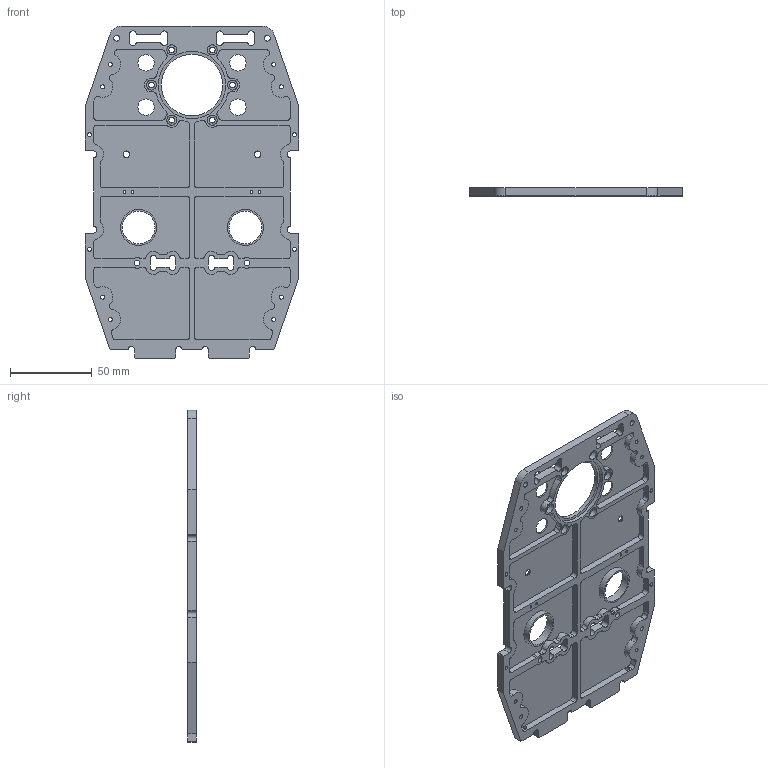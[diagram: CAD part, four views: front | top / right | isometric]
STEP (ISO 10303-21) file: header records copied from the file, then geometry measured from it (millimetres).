
FILE_DESCRIPTION(/* description */ (''),/* implementation_level */ '2;1');
FILE_NAME(/* name */ 'TorsoSideFrame.stp',/* time_stamp */ '2024-04-25T16:12:19+09:00',/* author */ ('masato'),/* organization */ (''),/* preprocessor_version */ 'ST-DEVELOPER v20',/* originating_system */ 'Autodesk Inventor 2024',/* authorisation */ '');
FILE_SCHEMA (('AUTOMOTIVE_DESIGN { 1 0 10303 214 3 1 1 }'));
Length unit declared in the file: millimetre
Products named in the file (1): TorsoSideFrame
Bounding box: 130 x 5 x 202.5 mm (x, y, z)
Volume: 48240 mm3; surface area: 56409.3 mm2
Topology: 1 solids, 1 shells, 323 faces, 909 edges, 606 vertices
Faces by surface type: cylinder 203, plane 120
Full cylindrical faces by diameter (mm): 1.567 x4, 2.459 x15, 3.5 x10, 4 x2, 6.1 x6, 10 x4, 20 x2, 22 x2, 37.5 x1, 41 x1
Entity records: 10816 total; most frequent: DIRECTION 1963, CARTESIAN_POINT 1839, ORIENTED_EDGE 1818, EDGE_CURVE 909, AXIS2_PLACEMENT_3D 730, VERTEX_POINT 606, LINE 503, VECTOR 503
